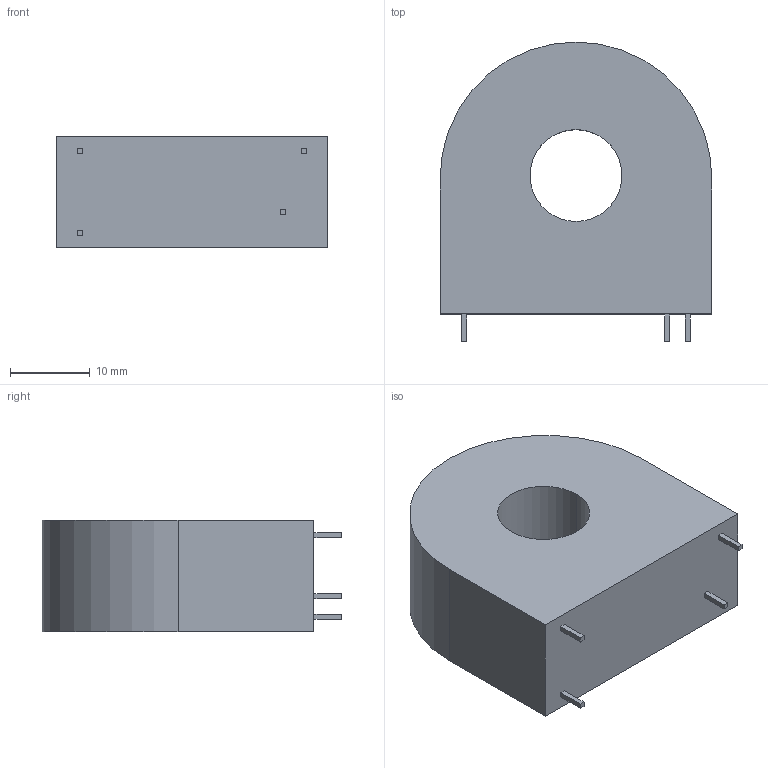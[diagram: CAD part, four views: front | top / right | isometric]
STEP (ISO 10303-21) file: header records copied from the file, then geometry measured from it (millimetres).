
FILE_DESCRIPTION (( 'STEP AP203' ), '1' );
FILE_NAME ('4626-X502-263893.STEP', '2022-08-01T22:23:31', ( '' ), ( '' ), 'SwSTEP 2.0', 'SolidWorks 2022', '' );
FILE_SCHEMA (( 'CONFIG_CONTROL_DESIGN' ));
Length unit declared in the file: millimetre
Products named in the file (1): 4626-X502-263893
Bounding box: 34 x 37.5 x 14 mm (x, y, z)
Volume: 12999 mm3; surface area: 4097.5 mm2
Topology: 1 solids, 1 shells, 28 faces, 66 edges, 44 vertices
Faces by surface type: plane 25, cylinder 3
Entity records: 877 total; most frequent: CARTESIAN_POINT 139, ORIENTED_EDGE 132, DIRECTION 130, EDGE_CURVE 66, VECTOR 60, LINE 60, VERTEX_POINT 44, AXIS2_PLACEMENT_3D 35
